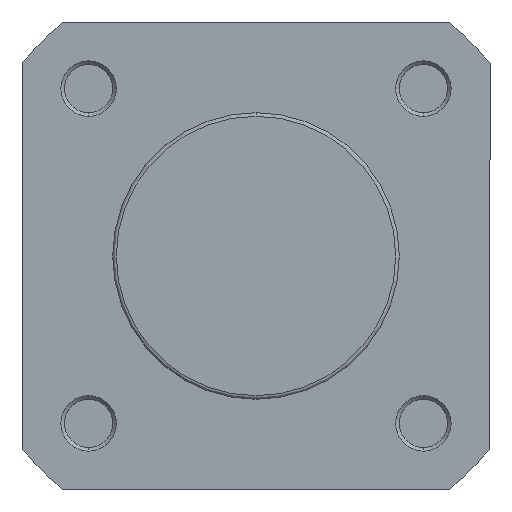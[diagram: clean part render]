
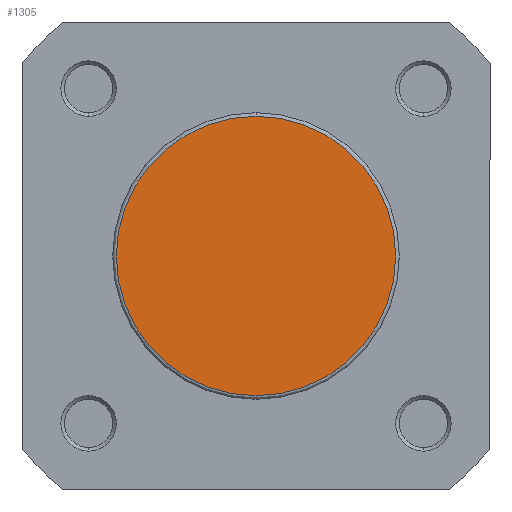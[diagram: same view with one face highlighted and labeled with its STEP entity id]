
A CAD part, left-side view. The second image highlights one B-rep face of the part: STEP entity #1305.
In plain terms, the highlighted planar face has unit normal (-1, 0, 0).
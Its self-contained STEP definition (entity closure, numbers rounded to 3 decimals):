
#110 = CARTESIAN_POINT ( 'NONE',  ( 0., 0., -19.4 ) ) ;
#1305 = ADVANCED_FACE ( 'NONE', ( #5420 ), #3172, .F. ) ;
#1739 = EDGE_CURVE ( 'NONE', #2658, #2669, #6190, .T. ) ;
#1745 = EDGE_CURVE ( 'NONE', #2669, #2658, #6197, .T. ) ;
#1995 = AXIS2_PLACEMENT_3D ( 'NONE', #3164, #3174, #3175 ) ;
#2213 = AXIS2_PLACEMENT_3D ( 'NONE', #4501, #4502, #4503 ) ;
#2217 = AXIS2_PLACEMENT_3D ( 'NONE', #4515, #4516, #4517 ) ;
#2658 = VERTEX_POINT ( 'NONE', #5038 ) ;
#2669 = VERTEX_POINT ( 'NONE', #110 ) ;
#3164 = CARTESIAN_POINT ( 'NONE',  ( 0., 19.9, 0. ) ) ;
#3172 = PLANE ( 'NONE',  #1995 ) ;
#3174 = DIRECTION ( 'NONE',  ( 1., 0., 0. ) ) ;
#3175 = DIRECTION ( 'NONE',  ( 0., 0., -1. ) ) ;
#3828 = ORIENTED_EDGE ( 'NONE', *, *, #1745, .T. ) ;
#3833 = ORIENTED_EDGE ( 'NONE', *, *, #1739, .T. ) ;
#4501 = CARTESIAN_POINT ( 'NONE',  ( 0., 0., 0. ) ) ;
#4502 = DIRECTION ( 'NONE',  ( -1., 0., 0. ) ) ;
#4503 = DIRECTION ( 'NONE',  ( 0., 0., -1. ) ) ;
#4515 = CARTESIAN_POINT ( 'NONE',  ( 0., 0., 0. ) ) ;
#4516 = DIRECTION ( 'NONE',  ( -1., 0., 0. ) ) ;
#4517 = DIRECTION ( 'NONE',  ( 0., 0., -1. ) ) ;
#5038 = CARTESIAN_POINT ( 'NONE',  ( 0., 0., 19.4 ) ) ;
#5216 = EDGE_LOOP ( 'NONE', ( #3828, #3833 ) ) ;
#5420 = FACE_OUTER_BOUND ( 'NONE', #5216, .T. ) ;
#6190 = CIRCLE ( 'NONE', #2213, 19.4 ) ;
#6197 = CIRCLE ( 'NONE', #2217, 19.4 ) ;
